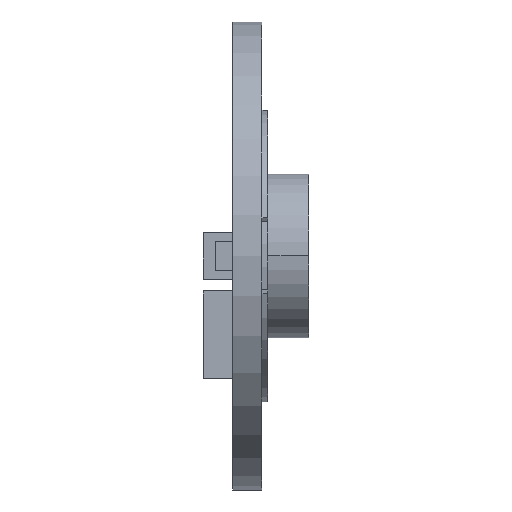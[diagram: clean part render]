
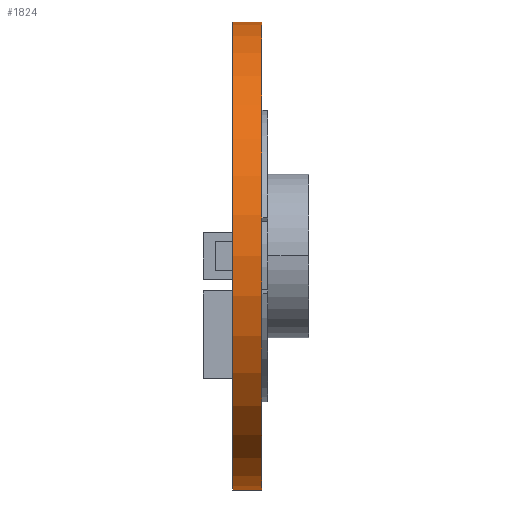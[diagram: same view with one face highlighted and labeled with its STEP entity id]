
A CAD part, top view. The second image highlights one B-rep face of the part: STEP entity #1824.
In plain terms, the highlighted cylindrical face has radius 40 mm (diameter 80 mm), a partial arc.
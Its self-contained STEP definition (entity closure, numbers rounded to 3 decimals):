
#10=CARTESIAN_POINT('',(-2.5,0.,0.));
#11=DIRECTION('',(1.,0.,0.));
#12=DIRECTION('',(0.,1.,0.));
#13=AXIS2_PLACEMENT_3D('',#10,#11,#12);
#508=CARTESIAN_POINT('',(2.5,0.,0.));
#509=DIRECTION('',(1.,0.,0.));
#510=DIRECTION('',(0.,1.,0.));
#511=AXIS2_PLACEMENT_3D('',#508,#509,#510);
#563=DIRECTION('',(1.,0.,0.));
#564=VECTOR('',#563,5.);
#565=CARTESIAN_POINT('',(-2.5,-40.,0.));
#566=LINE('',#565,#564);
#567=DIRECTION('',(1.,0.,0.));
#568=VECTOR('',#567,5.);
#569=CARTESIAN_POINT('',(-2.5,40.,0.));
#570=LINE('',#569,#568);
#945=CARTESIAN_POINT('',(-2.5,-40.,0.));
#946=CARTESIAN_POINT('',(-2.5,40.,0.));
#947=VERTEX_POINT('',#945);
#948=VERTEX_POINT('',#946);
#949=CARTESIAN_POINT('',(2.5,-40.,0.));
#950=CARTESIAN_POINT('',(2.5,40.,0.));
#951=VERTEX_POINT('',#949);
#952=VERTEX_POINT('',#950);
#1813=CARTESIAN_POINT('',(-2.5,0.,0.));
#1814=DIRECTION('',(1.,0.,0.));
#1815=DIRECTION('',(0.,-1.,0.));
#1816=AXIS2_PLACEMENT_3D('',#1813,#1814,#1815);
#1817=CYLINDRICAL_SURFACE('',#1816,40.);
#1818=ORIENTED_EDGE('',*,*,#1248,.F.);
#1819=ORIENTED_EDGE('',*,*,#1808,.T.);
#1820=ORIENTED_EDGE('',*,*,#1762,.T.);
#1821=ORIENTED_EDGE('',*,*,#1805,.F.);
#1822=EDGE_LOOP('',(#1818,#1819,#1820,#1821));
#1823=FACE_OUTER_BOUND('',#1822,.F.);
#1824=ADVANCED_FACE('',(#1823),#1817,.T.);
#14=CIRCLE('',#13,40.);
#512=CIRCLE('',#511,40.);
#1248=EDGE_CURVE('',#948,#947,#14,.T.);
#1762=EDGE_CURVE('',#952,#951,#512,.T.);
#1805=EDGE_CURVE('',#947,#951,#566,.T.);
#1808=EDGE_CURVE('',#948,#952,#570,.T.);
